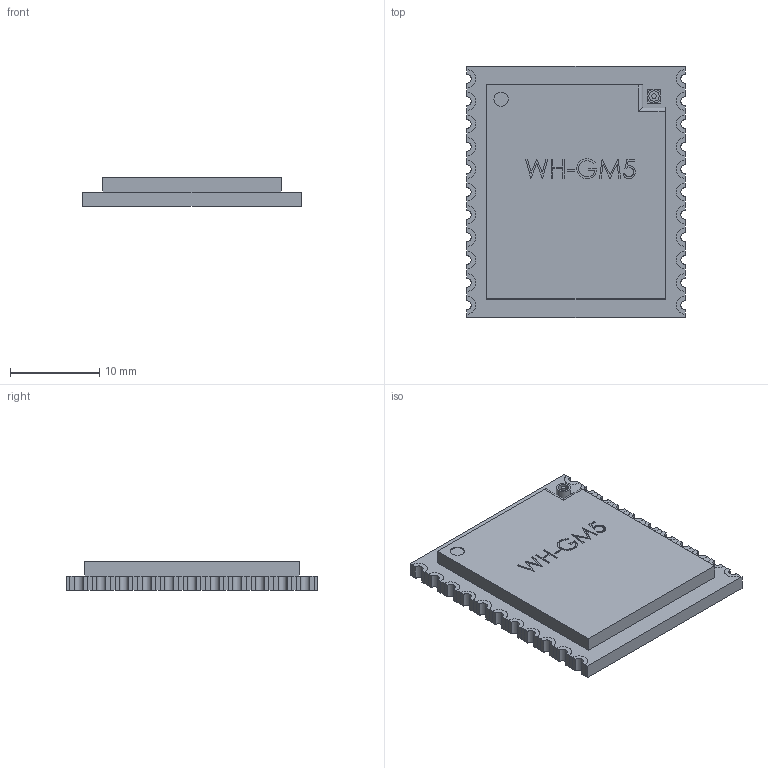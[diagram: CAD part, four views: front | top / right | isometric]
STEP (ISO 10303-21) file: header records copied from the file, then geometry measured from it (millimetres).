
FILE_DESCRIPTION (( 'STEP AP214' ), '1' );
FILE_NAME ('wh-gm5.STEP', '2024-04-11T12:52:12', ( '' ), ( '' ), 'SwSTEP 2.0', 'SolidWorks 2020', '' );
FILE_SCHEMA (( 'AUTOMOTIVE_DESIGN' ));
Length unit declared in the file: millimetre
Products named in the file (5): 錨璃3^wh-gm5; 錨璃4^wh-gm5; 錨璃2^wh-gm5; 錨璃1^wh-gm5; wh-gm5
Assembly tree (4 placements, depth 2):
  wh-gm5
    錨璃1^wh-gm5
    錨璃2^wh-gm5
    錨璃3^wh-gm5
    錨璃4^wh-gm5
Bounding box: 24.5 x 28.14 x 3.2 mm (x, y, z)
Volume: 1848.3 mm3; surface area: 2885 mm2
Topology: 25 solids, 25 shells, 321 faces, 779 edges, 517 vertices
Faces by surface type: plane 195, cylinder 109, bspline 17
Entity records: 10872 total; most frequent: CARTESIAN_POINT 2836, DIRECTION 1584, ORIENTED_EDGE 1558, EDGE_CURVE 779, AXIS2_PLACEMENT_3D 529, LINE 526, VECTOR 526, VERTEX_POINT 517
